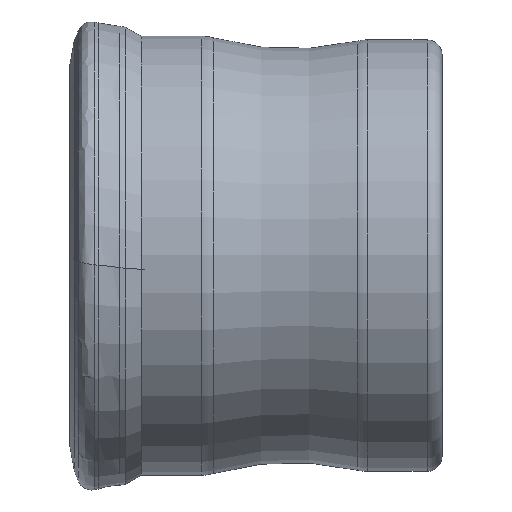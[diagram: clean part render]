
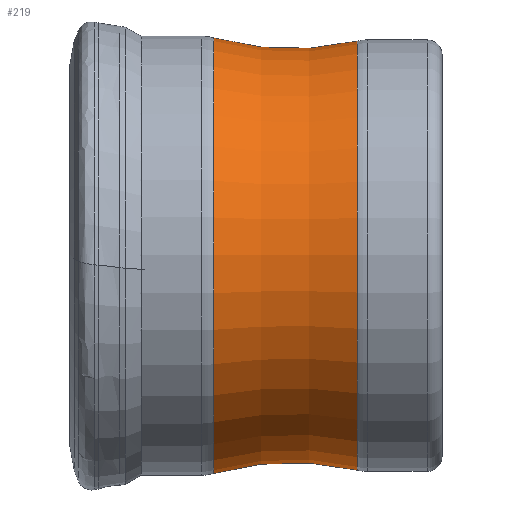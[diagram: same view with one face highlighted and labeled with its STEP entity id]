
A CAD part, top view. The second image highlights one B-rep face of the part: STEP entity #219.
In plain terms, the highlighted toroidal (fillet/blend) face has major radius 65.8 mm and minor radius 38 mm.
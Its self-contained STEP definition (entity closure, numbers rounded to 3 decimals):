
#164=TOROIDAL_SURFACE('',#793,65.8,38.);
#219=ADVANCED_FACE('',(#282,#283),#164,.F.);
#282=FACE_BOUND('',#308,.T.);
#283=FACE_BOUND('',#309,.T.);
#308=EDGE_LOOP('',(#376));
#309=EDGE_LOOP('',(#377));
#376=ORIENTED_EDGE('',*,*,#620,.F.);
#377=ORIENTED_EDGE('',*,*,#619,.T.);
#564=VERTEX_POINT('',#1069);
#565=VERTEX_POINT('',#1072);
#619=EDGE_CURVE('',#564,#564,#716,.T.);
#620=EDGE_CURVE('',#565,#565,#717,.T.);
#716=CIRCLE('',#790,28.836);
#717=CIRCLE('',#792,29.268);
#790=AXIS2_PLACEMENT_3D('',#1068,#883,#884);
#792=AXIS2_PLACEMENT_3D('',#1071,#887,#888);
#793=AXIS2_PLACEMENT_3D('',#1073,#889,#890);
#883=DIRECTION('',(-1.,0.,0.));
#884=DIRECTION('',(0.,0.,1.));
#887=DIRECTION('',(-1.,0.,0.));
#888=DIRECTION('',(0.,0.,1.));
#889=DIRECTION('',(-1.,0.,0.));
#890=DIRECTION('',(0.,0.,1.));
#1068=CARTESIAN_POINT('',(38.608,0.,0.));
#1069=CARTESIAN_POINT('',(38.608,0.,28.836));
#1071=CARTESIAN_POINT('',(19.333,0.,0.));
#1072=CARTESIAN_POINT('',(19.333,0.,29.268));
#1073=CARTESIAN_POINT('',(29.794,0.,0.));
